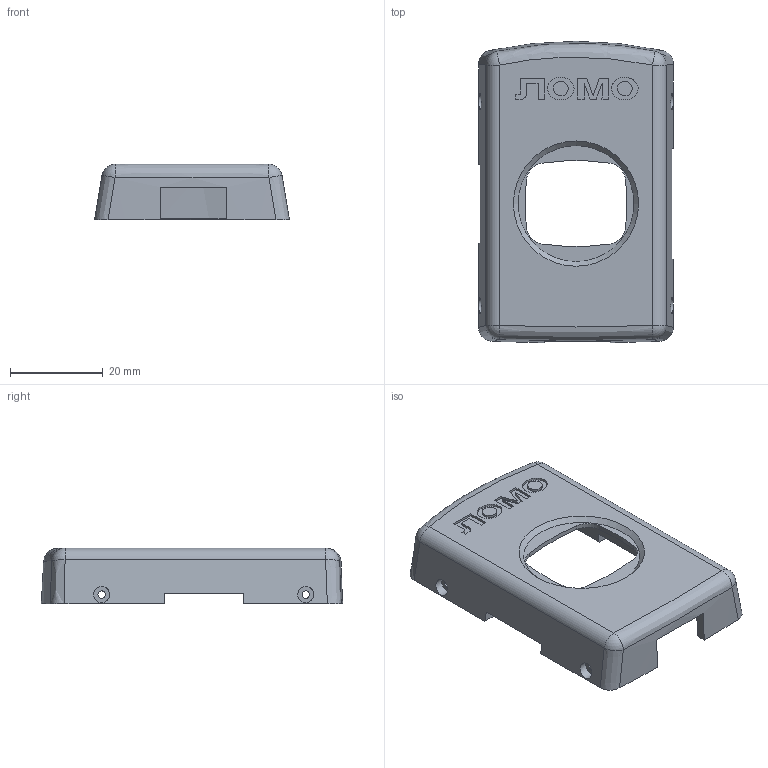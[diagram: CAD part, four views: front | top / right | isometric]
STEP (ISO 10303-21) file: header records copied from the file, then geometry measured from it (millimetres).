
FILE_DESCRIPTION(/* description */ ('Unknown'),/* implementation_level */ '2;1');
FILE_NAME(/* name */ 'lomo_LCA_lensFacePlate_ЛОМО',/* time_stamp */ '2024-03-15T12:08:38-04:00',/* author */ ('Unknown'),/* organization */ ('Unknown'),/* preprocessor_version */ 'ST-DEVELOPER v18.1',/* originating_system */ 'Solid Edge',/* authorisation */ 'Unknown');
FILE_SCHEMA (('AUTOMOTIVE_DESIGN {1 0 10303 214 3 1 1}'));
Length unit declared in the file: millimetre
Products named in the file (2): lomo_LCA
Bounding box: 42 x 64.95 x 12 mm (x, y, z)
Volume: 8838.6 mm3; surface area: 8397.9 mm2
Topology: 1 solids, 1 shells, 138 faces, 353 edges, 228 vertices
Faces by surface type: plane 91, cylinder 24, bspline 18, sphere 4, cone 1
Full cylindrical faces by diameter (mm): 1.3 x4, 1.6 x4, 3.5 x4
Entity records: 5437 total; most frequent: CARTESIAN_POINT 1306, ORIENTED_EDGE 642, DIRECTION 591, EDGE_CURVE 321, VERTEX_POINT 217, LINE 209, VECTOR 209, AXIS2_PLACEMENT_3D 191
